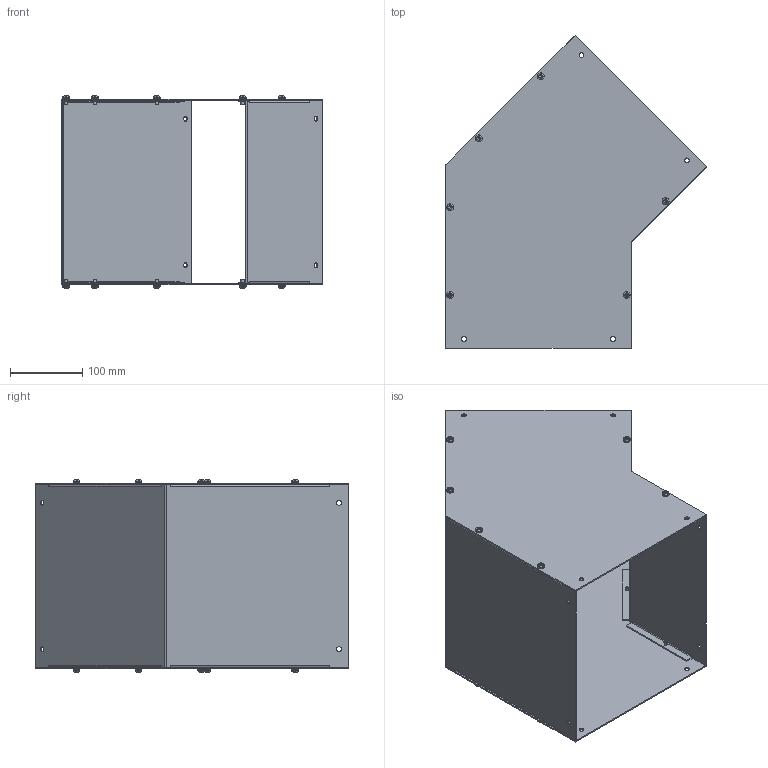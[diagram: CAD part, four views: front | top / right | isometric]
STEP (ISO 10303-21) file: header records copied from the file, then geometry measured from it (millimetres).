
FILE_DESCRIPTION (( 'STEP AP203' ), '1' );
FILE_NAME ('CWEL1045.step', '2024-04-25T14:54:48', ( '' ), ( '' ), 'SwSTEP 2.0', 'SolidWorks 2023', '' );
FILE_SCHEMA (( 'CONFIG_CONTROL_DESIGN' ));
Length unit declared in the file: inch
Products named in the file (1): CWEL1045
Bounding box: 361.88 x 433.61 x 266.55 mm (x, y, z)
Volume: 778634.8 mm3; surface area: 862588.6 mm2
Topology: 16 solids, 16 shells, 536 faces, 1372 edges, 880 vertices
Faces by surface type: plane 316, cylinder 148, bspline 48, cone 24
Entity records: 18677 total; most frequent: CARTESIAN_POINT 5801, ORIENTED_EDGE 2744, DIRECTION 2522, EDGE_CURVE 1372, AXIS2_PLACEMENT_3D 881, VERTEX_POINT 880, VECTOR 760, LINE 760
